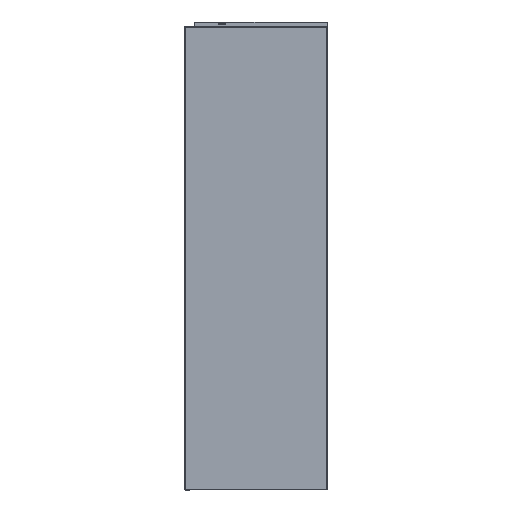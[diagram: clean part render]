
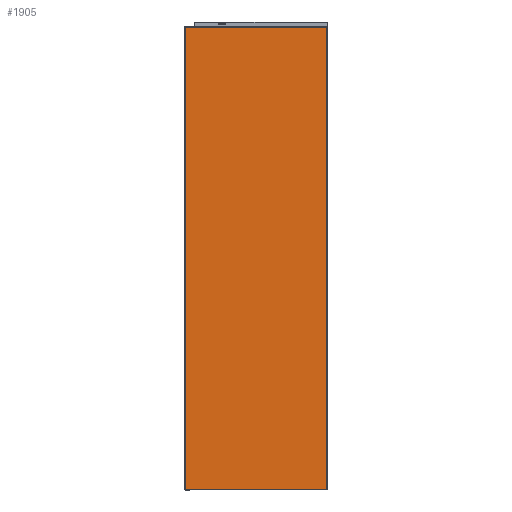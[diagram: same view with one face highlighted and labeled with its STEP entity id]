
A CAD part, top view. The second image highlights one B-rep face of the part: STEP entity #1905.
In plain terms, the highlighted planar face has unit normal (0, 0, 1).
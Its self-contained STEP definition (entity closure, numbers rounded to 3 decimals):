
#1629 = VERTEX_POINT('',#1630);
#1630 = CARTESIAN_POINT('',(3.1,-1496.9,0.));
#1886 = EDGE_CURVE('',#1887,#1629,#1889,.T.);
#1887 = VERTEX_POINT('',#1888);
#1888 = CARTESIAN_POINT('',(3.1,1496.9,0.));
#1889 = LINE('',#1890,#1891);
#1890 = CARTESIAN_POINT('',(3.1,1500.,0.));
#1891 = VECTOR('',#1892,1.);
#1892 = DIRECTION('',(0.,-1.,0.));
#1905 = ADVANCED_FACE('',(#1906),#1931,.T.);
#1906 = FACE_BOUND('',#1907,.T.);
#1907 = EDGE_LOOP('',(#1908,#1909,#1917,#1925));
#1908 = ORIENTED_EDGE('',*,*,#1886,.T.);
#1909 = ORIENTED_EDGE('',*,*,#1910,.T.);
#1910 = EDGE_CURVE('',#1629,#1911,#1913,.T.);
#1911 = VERTEX_POINT('',#1912);
#1912 = CARTESIAN_POINT('',(919.9,-1496.9,0.));
#1913 = LINE('',#1914,#1915);
#1914 = CARTESIAN_POINT('',(3.1,-1496.9,0.));
#1915 = VECTOR('',#1916,1.);
#1916 = DIRECTION('',(1.,0.,0.));
#1917 = ORIENTED_EDGE('',*,*,#1918,.T.);
#1918 = EDGE_CURVE('',#1911,#1919,#1921,.T.);
#1919 = VERTEX_POINT('',#1920);
#1920 = CARTESIAN_POINT('',(919.9,1496.9,0.));
#1921 = LINE('',#1922,#1923);
#1922 = CARTESIAN_POINT('',(919.9,-1498.429,0.));
#1923 = VECTOR('',#1924,1.);
#1924 = DIRECTION('',(0.,1.,0.));
#1925 = ORIENTED_EDGE('',*,*,#1926,.T.);
#1926 = EDGE_CURVE('',#1919,#1887,#1927,.T.);
#1927 = LINE('',#1928,#1929);
#1928 = CARTESIAN_POINT('',(921.429,1496.9,0.));
#1929 = VECTOR('',#1930,1.);
#1930 = DIRECTION('',(-1.,-0.,0.));
#1931 = PLANE('',#1932);
#1932 = AXIS2_PLACEMENT_3D('',#1933,#1934,#1935);
#1933 = CARTESIAN_POINT('',(0.,1500.,0.));
#1934 = DIRECTION('',(0.,0.,1.));
#1935 = DIRECTION('',(1.,0.,-0.));
